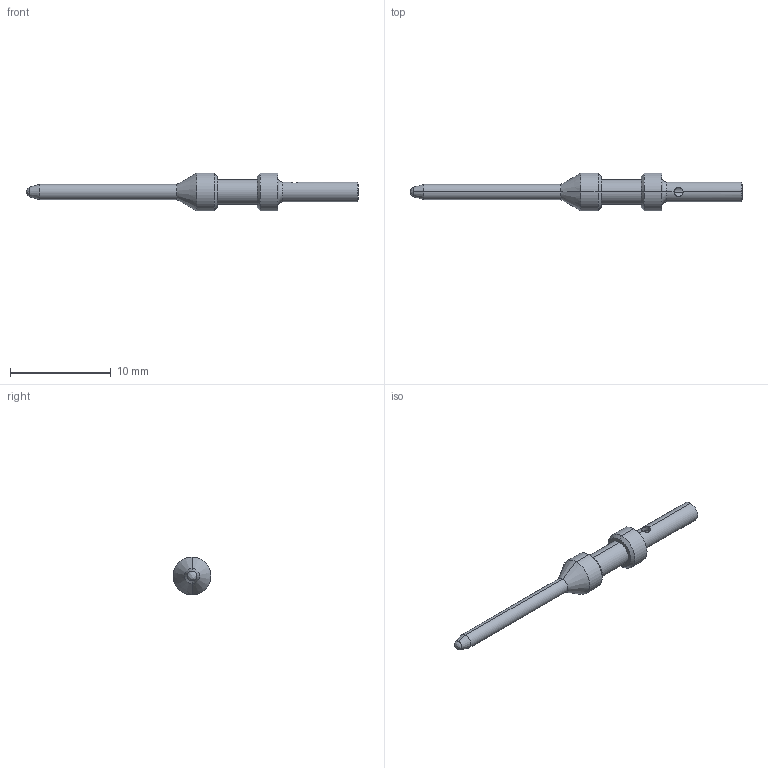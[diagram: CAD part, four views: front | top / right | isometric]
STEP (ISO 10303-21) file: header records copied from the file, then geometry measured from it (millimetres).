
FILE_DESCRIPTION (( 'STEP AP214' ), '1' );
FILE_NAME ('360-CRIMP-1.3-M.STEP', '2015-11-17T11:31:10', ( 'allectra' ), ( 'Microsoft' ), 'SwSTEP 2.0', 'SolidWorks 2014', '' );
FILE_SCHEMA (( 'AUTOMOTIVE_DESIGN' ));
Length unit declared in the file: millimetre
Products named in the file (1): 360-CRIMP-1.3-M
Bounding box: 33 x 3.75 x 3.75 mm (x, y, z)
Volume: 115.8 mm3; surface area: 260.4 mm2
Topology: 1 solids, 1 shells, 33 faces, 70 edges, 39 vertices
Faces by surface type: cylinder 14, cone 12, plane 4, torus 2, bspline 1
Entity records: 1444 total; most frequent: CARTESIAN_POINT 336, DIRECTION 162, ORIENTED_EDGE 136, EDGE_CURVE 68, AXIS2_PLACEMENT_3D 67, VERTEX_POINT 39, EDGE_LOOP 37, UNCERTAINTY_MEASURE_WITH_UNIT 36
